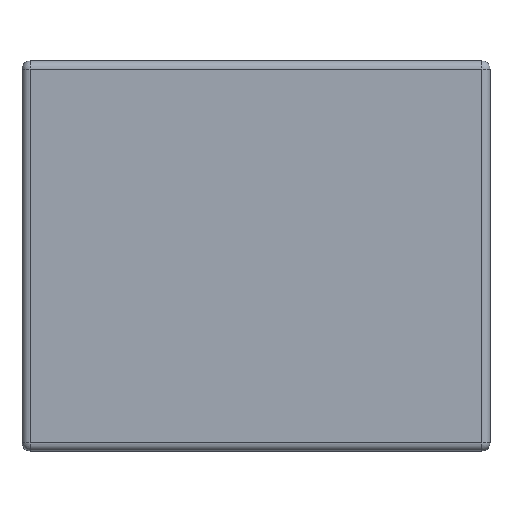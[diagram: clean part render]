
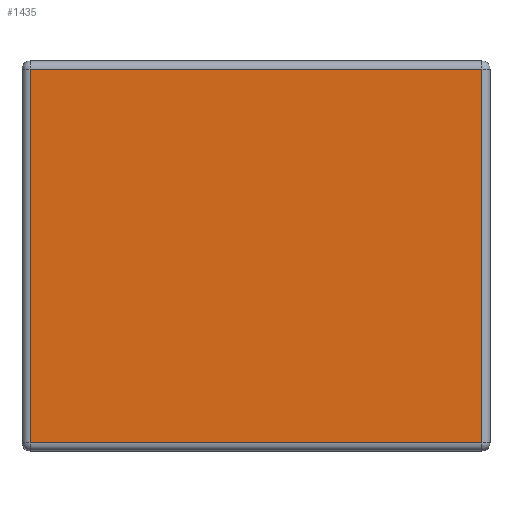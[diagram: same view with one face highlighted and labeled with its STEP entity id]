
A CAD part, top view. The second image highlights one B-rep face of the part: STEP entity #1435.
In plain terms, the highlighted planar face has unit normal (0, 0, 1).
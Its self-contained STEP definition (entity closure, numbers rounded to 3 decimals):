
#417=DIRECTION('',(0.,1.,0.));
#418=VECTOR('',#417,57.5);
#419=CARTESIAN_POINT('',(34.75,-28.75,1.5));
#420=LINE('',#419,#418);
#421=DIRECTION('',(1.,0.,0.));
#422=VECTOR('',#421,69.5);
#423=CARTESIAN_POINT('',(-34.75,-28.75,1.5));
#424=LINE('',#423,#422);
#425=DIRECTION('',(0.,-1.,0.));
#426=VECTOR('',#425,57.5);
#427=CARTESIAN_POINT('',(-34.75,28.75,1.5));
#428=LINE('',#427,#426);
#429=DIRECTION('',(-1.,0.,0.));
#430=VECTOR('',#429,69.5);
#431=CARTESIAN_POINT('',(34.75,28.75,1.5));
#432=LINE('',#431,#430);
#695=CARTESIAN_POINT('',(34.75,-28.75,1.5));
#696=CARTESIAN_POINT('',(34.75,28.75,1.5));
#697=VERTEX_POINT('',#695);
#698=VERTEX_POINT('',#696);
#707=CARTESIAN_POINT('',(-34.75,-28.75,1.5));
#708=VERTEX_POINT('',#707);
#717=CARTESIAN_POINT('',(-34.75,28.75,1.5));
#718=VERTEX_POINT('',#717);
#1424=CARTESIAN_POINT('',(0.,0.,1.5));
#1425=DIRECTION('',(0.,0.,1.));
#1426=DIRECTION('',(1.,0.,0.));
#1427=AXIS2_PLACEMENT_3D('',#1424,#1425,#1426);
#1428=PLANE('',#1427);
#1429=ORIENTED_EDGE('',*,*,#1339,.F.);
#1430=ORIENTED_EDGE('',*,*,#1366,.F.);
#1431=ORIENTED_EDGE('',*,*,#1392,.F.);
#1432=ORIENTED_EDGE('',*,*,#1415,.F.);
#1433=EDGE_LOOP('',(#1429,#1430,#1431,#1432));
#1434=FACE_OUTER_BOUND('',#1433,.F.);
#1339=EDGE_CURVE('',#697,#698,#420,.T.);
#1366=EDGE_CURVE('',#708,#697,#424,.T.);
#1392=EDGE_CURVE('',#718,#708,#428,.T.);
#1415=EDGE_CURVE('',#698,#718,#432,.T.);
#1435=ADVANCED_FACE('',(#1434),#1428,.T.);
